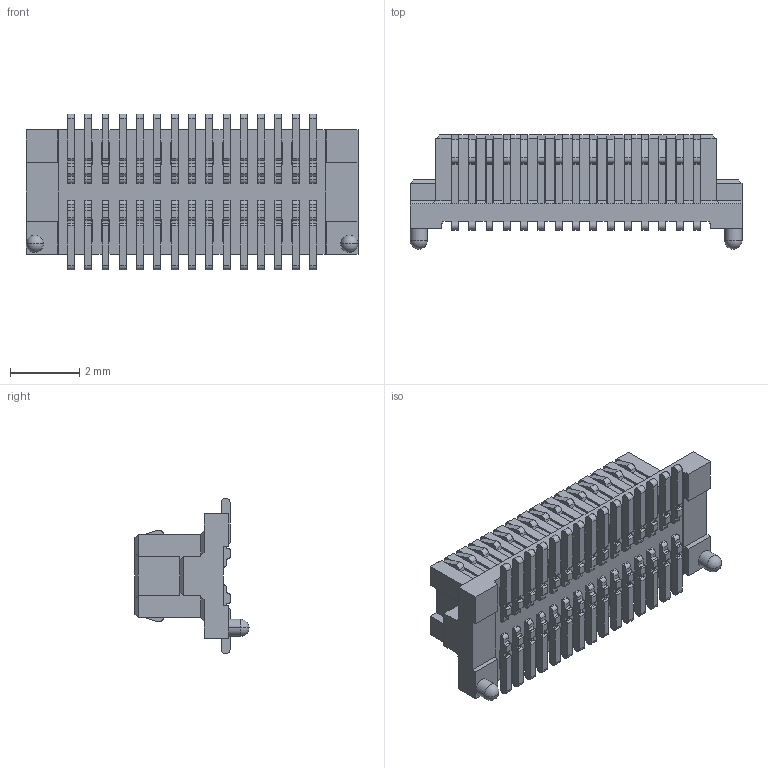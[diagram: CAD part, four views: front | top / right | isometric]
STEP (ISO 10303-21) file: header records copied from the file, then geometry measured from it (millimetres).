
FILE_DESCRIPTION (( 'STEP AP214' ), '1' );
FILE_NAME ('FBB05008-M30S1013W5MH28-REF.STEP', '2025-01-07T01:17:04', ( '' ), ( '' ), 'SwSTEP 2.0', 'SolidWorks 2021', '' );
FILE_SCHEMA (( 'AUTOMOTIVE_DESIGN' ));
Length unit declared in the file: millimetre
Products named in the file (1): FBB05008-M30S1013W5MH28-REF
Bounding box: 9.6 x 3.3 x 4.5 mm (x, y, z)
Volume: 57.2 mm3; surface area: 303.2 mm2
Topology: 1 solids, 1 shells, 1128 faces, 3594 edges, 2344 vertices
Faces by surface type: plane 820, cylinder 304, sphere 4
Entity records: 39458 total; most frequent: ORIENTED_EDGE 7172, CARTESIAN_POINT 7055, DIRECTION 6454, EDGE_CURVE 3586, VECTOR 2976, LINE 2976, VERTEX_POINT 2340, AXIS2_PLACEMENT_3D 1739
